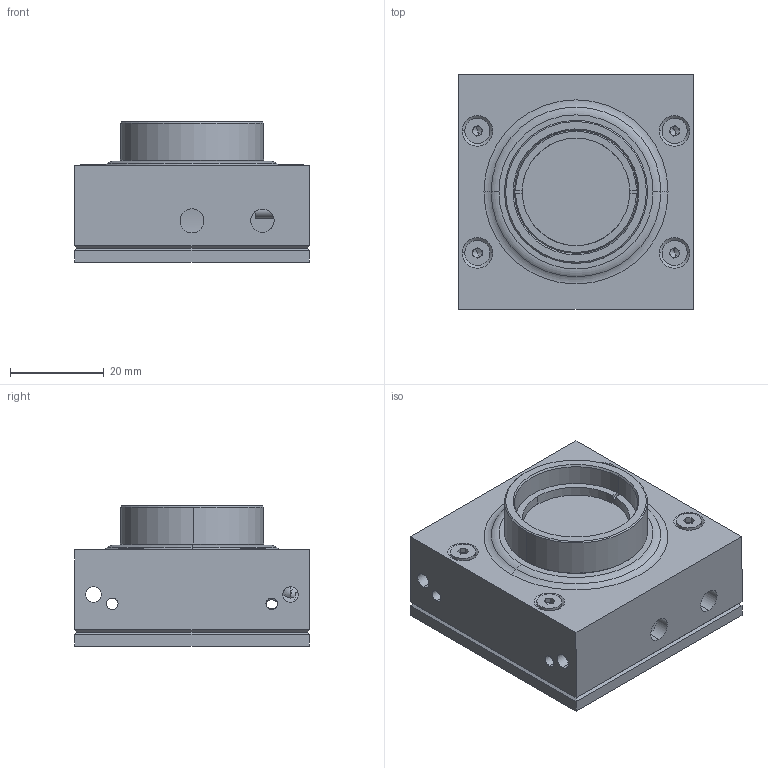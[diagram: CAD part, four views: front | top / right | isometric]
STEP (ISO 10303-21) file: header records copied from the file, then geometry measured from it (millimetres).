
FILE_DESCRIPTION (( 'STEP AP214' ), '1' );
FILE_NAME ('SK-9682 UPF10K-2S-H5-L .STEP', '2018-08-08T17:38:09', ( '' ), ( '' ), 'SwSTEP 2.0', 'SolidWorks 2016', '' );
FILE_SCHEMA (( 'AUTOMOTIVE_DESIGN' ));
Length unit declared in the file: millimetre
Products named in the file (1): SK-9682 UPF10K-2S-H5-L 
Bounding box: 50 x 50 x 29.88 mm (x, y, z)
Surface area: 11744.9 mm2 (no closed solid volume)
Topology: 0 solids, 8 shells, 156 faces, 427 edges, 262 vertices
Faces by surface type: plane 70, cylinder 47, cone 35, torus 4
Entity records: 6838 total; most frequent: CARTESIAN_POINT 1144, DIRECTION 885, ORIENTED_EDGE 731, EDGE_CURVE 417, AXIS2_PLACEMENT_3D 329, VERTEX_POINT 262, VECTOR 227, LINE 227
